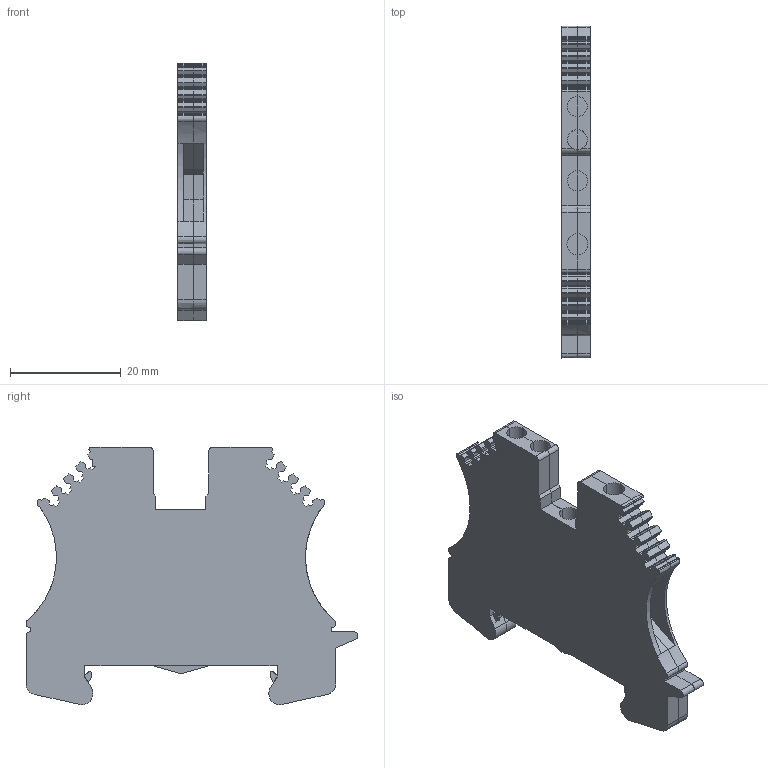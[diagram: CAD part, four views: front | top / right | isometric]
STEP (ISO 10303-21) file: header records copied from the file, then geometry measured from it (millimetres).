
FILE_DESCRIPTION(('CATIA V5 STEP Exchange','CAx-IF Rec.Pracs.--- Model Styling and Organization---1.5--- 2016-08-15','CAx-IF Rec.Pracs.---Supplemental Geometry---1.0---2011-11-01','CAx-IF Rec.Pracs.--- Composite Materials ---1.1---2010-07-15'),'2;1');
FILE_NAME ('D1446679_2', '2025-09-22T06:18:55+00:00', ('none'), ('Weidmueller'), 'CATIA Version 5-6 Release 2024 SP4', 'CATIA V5 STEP AP214 v3', 'none');
FILE_SCHEMA(('AUTOMOTIVE_DESIGN { 1 0 10303 214 1 1 1 1 }'));
Length unit declared in the file: millimetre
Products named in the file (1): 1016400000_WPE_2-5-1-5-ZR
Bounding box: 5.15 x 60 x 46.5 mm (x, y, z)
Volume: 8973.4 mm3; surface area: 9356.2 mm2
Topology: 8 solids, 8 shells, 501 faces, 1480 edges, 995 vertices
Faces by surface type: plane 386, cylinder 65, extrusion 50
Entity records: 17242 total; most frequent: CARTESIAN_POINT 4418, ORIENTED_EDGE 2960, DIRECTION 2121, EDGE_CURVE 1480, VECTOR 1295, LINE 1245, VERTEX_POINT 995, ADVANCED_FACE 501
